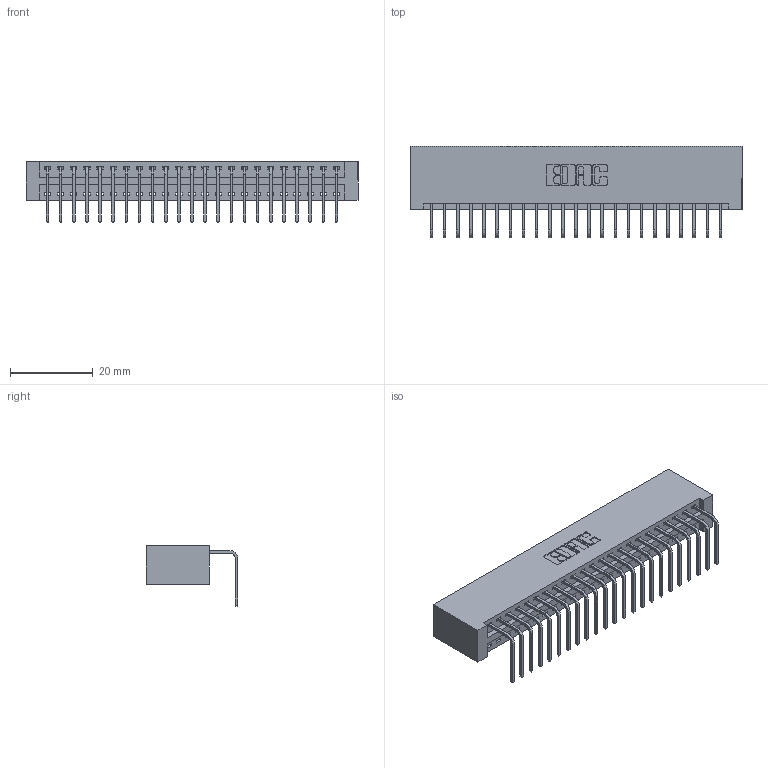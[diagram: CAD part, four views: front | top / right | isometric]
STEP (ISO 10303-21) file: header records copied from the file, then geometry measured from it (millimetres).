
FILE_DESCRIPTION (( 'STEP AP203' ), '1' );
FILE_NAME ('346-023-558-101.STEP', '2022-05-05T21:42:17', ( '' ), ( '' ), 'SwSTEP 2.0', 'SolidWorks 2020', '' );
FILE_SCHEMA (( 'CONFIG_CONTROL_DESIGN' ));
Length unit declared in the file: inch
Products named in the file (3): 346-023-558-101; 345-292-001_558 Tail - 2; 346 Part_No Mounting Lugs
Assembly tree (24 placements, depth 2):
  346-023-558-101
    346 Part_No Mounting Lugs
    345-292-001_558 Tail - 2  x23
Bounding box: 80.26 x 22.16 x 14.73 mm (x, y, z)
Volume: 8178.2 mm3; surface area: 10548.9 mm2
Topology: 24 solids, 24 shells, 1494 faces, 4491 edges, 2962 vertices
Faces by surface type: plane 1038, cylinder 456
Entity records: 16639 total; most frequent: CARTESIAN_POINT 2865, ORIENTED_EDGE 2822, DIRECTION 2545, EDGE_CURVE 1411, VECTOR 1195, LINE 1195, VERTEX_POINT 938, AXIS2_PLACEMENT_3D 675
